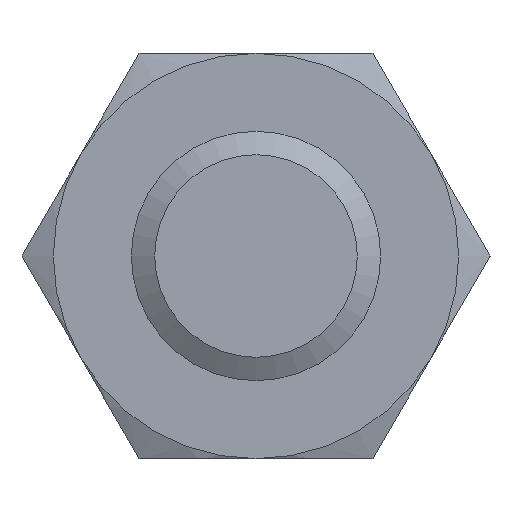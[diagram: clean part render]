
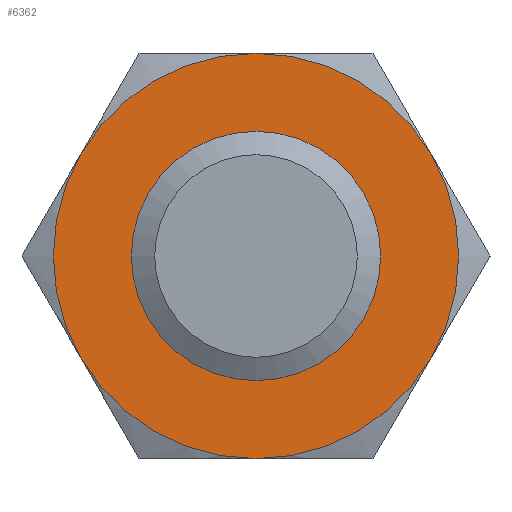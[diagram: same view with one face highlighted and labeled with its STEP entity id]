
A CAD part, left-side view. The second image highlights one B-rep face of the part: STEP entity #6362.
In plain terms, the highlighted planar face has unit normal (-1, 0, 0).
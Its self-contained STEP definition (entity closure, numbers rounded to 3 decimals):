
#3145 = VERTEX_POINT('',#3146);
#3146 = CARTESIAN_POINT('',(10.,0.,6.5));
#3166 = CONICAL_SURFACE('',#3167,6.5,1.222);
#3167 = AXIS2_PLACEMENT_3D('',#3168,#3169,#3170);
#3168 = CARTESIAN_POINT('',(10.,0.,0.));
#3169 = DIRECTION('',(1.,-0.,-0.));
#3170 = DIRECTION('',(-0.,0.,-1.));
#3220 = CONICAL_SURFACE('',#3221,6.5,1.222);
#3221 = AXIS2_PLACEMENT_3D('',#3222,#3223,#3224);
#3222 = CARTESIAN_POINT('',(10.,0.,0.));
#3223 = DIRECTION('',(1.,-0.,-0.));
#3224 = DIRECTION('',(-0.,0.,-1.));
#3480 = VERTEX_POINT('',#3481);
#3481 = CARTESIAN_POINT('',(10.,-5.629,3.25));
#3550 = CONICAL_SURFACE('',#3551,6.5,1.222);
#3551 = AXIS2_PLACEMENT_3D('',#3552,#3553,#3554);
#3552 = CARTESIAN_POINT('',(10.,0.,0.));
#3553 = DIRECTION('',(1.,-0.,-0.));
#3554 = DIRECTION('',(-0.,0.,-1.));
#3907 = VERTEX_POINT('',#3908);
#3908 = CARTESIAN_POINT('',(10.,5.629,-3.25));
#3928 = CONICAL_SURFACE('',#3929,6.5,1.222);
#3929 = AXIS2_PLACEMENT_3D('',#3930,#3931,#3932);
#3930 = CARTESIAN_POINT('',(10.,0.,0.));
#3931 = DIRECTION('',(1.,-0.,-0.));
#3932 = DIRECTION('',(-0.,0.,-1.));
#3982 = CONICAL_SURFACE('',#3983,6.5,1.222);
#3983 = AXIS2_PLACEMENT_3D('',#3984,#3985,#3986);
#3984 = CARTESIAN_POINT('',(10.,0.,0.));
#3985 = DIRECTION('',(1.,-0.,-0.));
#3986 = DIRECTION('',(-0.,0.,-1.));
#4299 = EDGE_CURVE('',#4300,#4300,#4302,.T.);
#4300 = VERTEX_POINT('',#4301);
#4301 = CARTESIAN_POINT('',(10.,0.,-4.));
#4302 = SURFACE_CURVE('',#4303,(#4308,#4320),.PCURVE_S1.);
#4303 = CIRCLE('',#4304,4.);
#4304 = AXIS2_PLACEMENT_3D('',#4305,#4306,#4307);
#4305 = CARTESIAN_POINT('',(10.,0.,0.));
#4306 = DIRECTION('',(1.,0.,-0.));
#4307 = DIRECTION('',(-0.,0.,-1.));
#4308 = PCURVE('',#4309,#4314);
#4309 = CYLINDRICAL_SURFACE('',#4310,4.);
#4310 = AXIS2_PLACEMENT_3D('',#4311,#4312,#4313);
#4311 = CARTESIAN_POINT('',(45.5,0.,0.));
#4312 = DIRECTION('',(-1.,-0.,0.));
#4313 = DIRECTION('',(-0.,0.,-1.));
#4314 = DEFINITIONAL_REPRESENTATION('',(#4315),#4319);
#4315 = LINE('',#4316,#4317);
#4316 = CARTESIAN_POINT('',(6.283,35.5));
#4317 = VECTOR('',#4318,1.);
#4318 = DIRECTION('',(-1.,0.));
#4319 = ( GEOMETRIC_REPRESENTATION_CONTEXT(2) 
PARAMETRIC_REPRESENTATION_CONTEXT() REPRESENTATION_CONTEXT('2D SPACE',''
  ) );
#4320 = PCURVE('',#4321,#4326);
#4321 = PLANE('',#4322);
#4322 = AXIS2_PLACEMENT_3D('',#4323,#4324,#4325);
#4323 = CARTESIAN_POINT('',(10.,0.,0.));
#4324 = DIRECTION('',(1.,0.,-0.));
#4325 = DIRECTION('',(-0.,0.,-1.));
#4326 = DEFINITIONAL_REPRESENTATION('',(#4327),#4331);
#4327 = CIRCLE('',#4328,4.);
#4328 = AXIS2_PLACEMENT_2D('',#4329,#4330);
#4329 = CARTESIAN_POINT('',(0.,0.));
#4330 = DIRECTION('',(1.,0.));
#4331 = ( GEOMETRIC_REPRESENTATION_CONTEXT(2) 
PARAMETRIC_REPRESENTATION_CONTEXT() REPRESENTATION_CONTEXT('2D SPACE',''
  ) );
#5973 = VERTEX_POINT('',#5974);
#5974 = CARTESIAN_POINT('',(10.,0.,-6.5));
#5994 = CONICAL_SURFACE('',#5995,6.5,1.222);
#5995 = AXIS2_PLACEMENT_3D('',#5996,#5997,#5998);
#5996 = CARTESIAN_POINT('',(10.,0.,0.));
#5997 = DIRECTION('',(1.,-0.,-0.));
#5998 = DIRECTION('',(-0.,0.,-1.));
#6133 = VERTEX_POINT('',#6134);
#6134 = CARTESIAN_POINT('',(10.,-5.629,-3.25));
#6237 = EDGE_CURVE('',#3145,#3480,#6238,.T.);
#6238 = SURFACE_CURVE('',#6239,(#6244,#6251),.PCURVE_S1.);
#6239 = CIRCLE('',#6240,6.5);
#6240 = AXIS2_PLACEMENT_3D('',#6241,#6242,#6243);
#6241 = CARTESIAN_POINT('',(10.,0.,0.));
#6242 = DIRECTION('',(1.,0.,-0.));
#6243 = DIRECTION('',(-0.,0.,-1.));
#6244 = PCURVE('',#3220,#6245);
#6245 = DEFINITIONAL_REPRESENTATION('',(#6246),#6250);
#6246 = LINE('',#6247,#6248);
#6247 = CARTESIAN_POINT('',(0.,0.));
#6248 = VECTOR('',#6249,1.);
#6249 = DIRECTION('',(1.,0.));
#6250 = ( GEOMETRIC_REPRESENTATION_CONTEXT(2) 
PARAMETRIC_REPRESENTATION_CONTEXT() REPRESENTATION_CONTEXT('2D SPACE',''
  ) );
#6251 = PCURVE('',#4321,#6252);
#6252 = DEFINITIONAL_REPRESENTATION('',(#6253),#6257);
#6253 = CIRCLE('',#6254,6.5);
#6254 = AXIS2_PLACEMENT_2D('',#6255,#6256);
#6255 = CARTESIAN_POINT('',(0.,0.));
#6256 = DIRECTION('',(1.,0.));
#6257 = ( GEOMETRIC_REPRESENTATION_CONTEXT(2) 
PARAMETRIC_REPRESENTATION_CONTEXT() REPRESENTATION_CONTEXT('2D SPACE',''
  ) );
#6262 = EDGE_CURVE('',#6263,#3145,#6265,.T.);
#6263 = VERTEX_POINT('',#6264);
#6264 = CARTESIAN_POINT('',(10.,5.629,3.25));
#6265 = SURFACE_CURVE('',#6266,(#6271,#6278),.PCURVE_S1.);
#6266 = CIRCLE('',#6267,6.5);
#6267 = AXIS2_PLACEMENT_3D('',#6268,#6269,#6270);
#6268 = CARTESIAN_POINT('',(10.,0.,0.));
#6269 = DIRECTION('',(1.,0.,-0.));
#6270 = DIRECTION('',(-0.,0.,-1.));
#6271 = PCURVE('',#3166,#6272);
#6272 = DEFINITIONAL_REPRESENTATION('',(#6273),#6277);
#6273 = LINE('',#6274,#6275);
#6274 = CARTESIAN_POINT('',(0.,0.));
#6275 = VECTOR('',#6276,1.);
#6276 = DIRECTION('',(1.,0.));
#6277 = ( GEOMETRIC_REPRESENTATION_CONTEXT(2) 
PARAMETRIC_REPRESENTATION_CONTEXT() REPRESENTATION_CONTEXT('2D SPACE',''
  ) );
#6278 = PCURVE('',#4321,#6279);
#6279 = DEFINITIONAL_REPRESENTATION('',(#6280),#6284);
#6280 = CIRCLE('',#6281,6.5);
#6281 = AXIS2_PLACEMENT_2D('',#6282,#6283);
#6282 = CARTESIAN_POINT('',(0.,0.));
#6283 = DIRECTION('',(1.,0.));
#6284 = ( GEOMETRIC_REPRESENTATION_CONTEXT(2) 
PARAMETRIC_REPRESENTATION_CONTEXT() REPRESENTATION_CONTEXT('2D SPACE',''
  ) );
#6339 = EDGE_CURVE('',#3480,#6133,#6340,.T.);
#6340 = SURFACE_CURVE('',#6341,(#6346,#6353),.PCURVE_S1.);
#6341 = CIRCLE('',#6342,6.5);
#6342 = AXIS2_PLACEMENT_3D('',#6343,#6344,#6345);
#6343 = CARTESIAN_POINT('',(10.,0.,0.));
#6344 = DIRECTION('',(1.,0.,-0.));
#6345 = DIRECTION('',(-0.,0.,-1.));
#6346 = PCURVE('',#3550,#6347);
#6347 = DEFINITIONAL_REPRESENTATION('',(#6348),#6352);
#6348 = LINE('',#6349,#6350);
#6349 = CARTESIAN_POINT('',(0.,0.));
#6350 = VECTOR('',#6351,1.);
#6351 = DIRECTION('',(1.,0.));
#6352 = ( GEOMETRIC_REPRESENTATION_CONTEXT(2) 
PARAMETRIC_REPRESENTATION_CONTEXT() REPRESENTATION_CONTEXT('2D SPACE',''
  ) );
#6353 = PCURVE('',#4321,#6354);
#6354 = DEFINITIONAL_REPRESENTATION('',(#6355),#6359);
#6355 = CIRCLE('',#6356,6.5);
#6356 = AXIS2_PLACEMENT_2D('',#6357,#6358);
#6357 = CARTESIAN_POINT('',(0.,0.));
#6358 = DIRECTION('',(1.,0.));
#6359 = ( GEOMETRIC_REPRESENTATION_CONTEXT(2) 
PARAMETRIC_REPRESENTATION_CONTEXT() REPRESENTATION_CONTEXT('2D SPACE',''
  ) );
#6362 = ADVANCED_FACE('',(#6363,#6434),#4321,.F.);
#6363 = FACE_BOUND('',#6364,.T.);
#6364 = EDGE_LOOP('',(#6365,#6387,#6409,#6431,#6432,#6433));
#6365 = ORIENTED_EDGE('',*,*,#6366,.F.);
#6366 = EDGE_CURVE('',#3907,#6263,#6367,.T.);
#6367 = SURFACE_CURVE('',#6368,(#6373,#6380),.PCURVE_S1.);
#6368 = CIRCLE('',#6369,6.5);
#6369 = AXIS2_PLACEMENT_3D('',#6370,#6371,#6372);
#6370 = CARTESIAN_POINT('',(10.,0.,0.));
#6371 = DIRECTION('',(1.,0.,-0.));
#6372 = DIRECTION('',(-0.,0.,-1.));
#6373 = PCURVE('',#4321,#6374);
#6374 = DEFINITIONAL_REPRESENTATION('',(#6375),#6379);
#6375 = CIRCLE('',#6376,6.5);
#6376 = AXIS2_PLACEMENT_2D('',#6377,#6378);
#6377 = CARTESIAN_POINT('',(0.,0.));
#6378 = DIRECTION('',(1.,0.));
#6379 = ( GEOMETRIC_REPRESENTATION_CONTEXT(2) 
PARAMETRIC_REPRESENTATION_CONTEXT() REPRESENTATION_CONTEXT('2D SPACE',''
  ) );
#6380 = PCURVE('',#3982,#6381);
#6381 = DEFINITIONAL_REPRESENTATION('',(#6382),#6386);
#6382 = LINE('',#6383,#6384);
#6383 = CARTESIAN_POINT('',(0.,0.));
#6384 = VECTOR('',#6385,1.);
#6385 = DIRECTION('',(1.,0.));
#6386 = ( GEOMETRIC_REPRESENTATION_CONTEXT(2) 
PARAMETRIC_REPRESENTATION_CONTEXT() REPRESENTATION_CONTEXT('2D SPACE',''
  ) );
#6387 = ORIENTED_EDGE('',*,*,#6388,.F.);
#6388 = EDGE_CURVE('',#5973,#3907,#6389,.T.);
#6389 = SURFACE_CURVE('',#6390,(#6395,#6402),.PCURVE_S1.);
#6390 = CIRCLE('',#6391,6.5);
#6391 = AXIS2_PLACEMENT_3D('',#6392,#6393,#6394);
#6392 = CARTESIAN_POINT('',(10.,0.,0.));
#6393 = DIRECTION('',(1.,0.,-0.));
#6394 = DIRECTION('',(-0.,0.,-1.));
#6395 = PCURVE('',#4321,#6396);
#6396 = DEFINITIONAL_REPRESENTATION('',(#6397),#6401);
#6397 = CIRCLE('',#6398,6.5);
#6398 = AXIS2_PLACEMENT_2D('',#6399,#6400);
#6399 = CARTESIAN_POINT('',(0.,0.));
#6400 = DIRECTION('',(1.,0.));
#6401 = ( GEOMETRIC_REPRESENTATION_CONTEXT(2) 
PARAMETRIC_REPRESENTATION_CONTEXT() REPRESENTATION_CONTEXT('2D SPACE',''
  ) );
#6402 = PCURVE('',#3928,#6403);
#6403 = DEFINITIONAL_REPRESENTATION('',(#6404),#6408);
#6404 = LINE('',#6405,#6406);
#6405 = CARTESIAN_POINT('',(0.,0.));
#6406 = VECTOR('',#6407,1.);
#6407 = DIRECTION('',(1.,0.));
#6408 = ( GEOMETRIC_REPRESENTATION_CONTEXT(2) 
PARAMETRIC_REPRESENTATION_CONTEXT() REPRESENTATION_CONTEXT('2D SPACE',''
  ) );
#6409 = ORIENTED_EDGE('',*,*,#6410,.F.);
#6410 = EDGE_CURVE('',#6133,#5973,#6411,.T.);
#6411 = SURFACE_CURVE('',#6412,(#6417,#6424),.PCURVE_S1.);
#6412 = CIRCLE('',#6413,6.5);
#6413 = AXIS2_PLACEMENT_3D('',#6414,#6415,#6416);
#6414 = CARTESIAN_POINT('',(10.,0.,0.));
#6415 = DIRECTION('',(1.,0.,-0.));
#6416 = DIRECTION('',(-0.,0.,-1.));
#6417 = PCURVE('',#4321,#6418);
#6418 = DEFINITIONAL_REPRESENTATION('',(#6419),#6423);
#6419 = CIRCLE('',#6420,6.5);
#6420 = AXIS2_PLACEMENT_2D('',#6421,#6422);
#6421 = CARTESIAN_POINT('',(0.,0.));
#6422 = DIRECTION('',(1.,0.));
#6423 = ( GEOMETRIC_REPRESENTATION_CONTEXT(2) 
PARAMETRIC_REPRESENTATION_CONTEXT() REPRESENTATION_CONTEXT('2D SPACE',''
  ) );
#6424 = PCURVE('',#5994,#6425);
#6425 = DEFINITIONAL_REPRESENTATION('',(#6426),#6430);
#6426 = LINE('',#6427,#6428);
#6427 = CARTESIAN_POINT('',(0.,0.));
#6428 = VECTOR('',#6429,1.);
#6429 = DIRECTION('',(1.,0.));
#6430 = ( GEOMETRIC_REPRESENTATION_CONTEXT(2) 
PARAMETRIC_REPRESENTATION_CONTEXT() REPRESENTATION_CONTEXT('2D SPACE',''
  ) );
#6431 = ORIENTED_EDGE('',*,*,#6339,.F.);
#6432 = ORIENTED_EDGE('',*,*,#6237,.F.);
#6433 = ORIENTED_EDGE('',*,*,#6262,.F.);
#6434 = FACE_BOUND('',#6435,.T.);
#6435 = EDGE_LOOP('',(#6436));
#6436 = ORIENTED_EDGE('',*,*,#4299,.T.);
